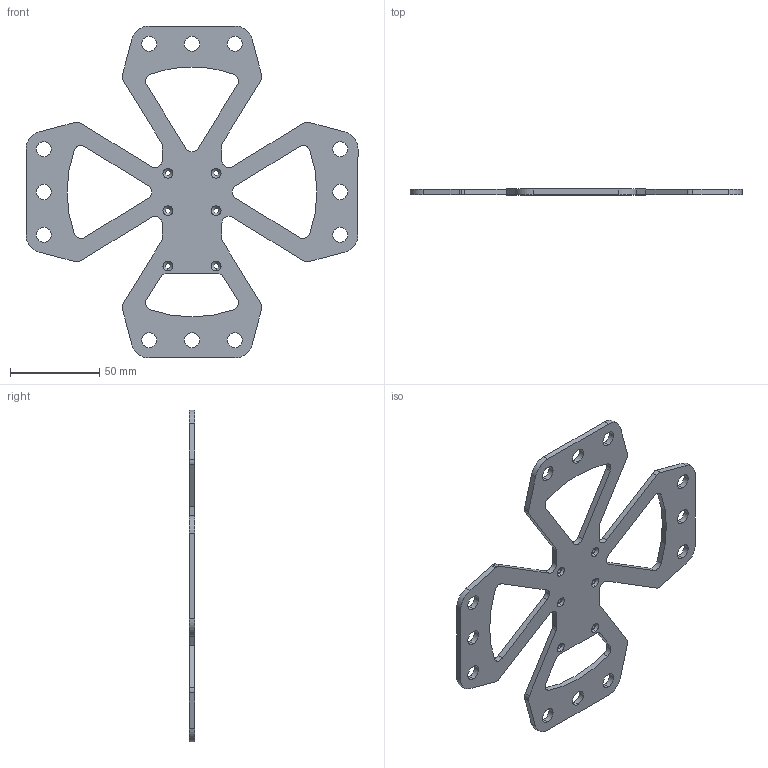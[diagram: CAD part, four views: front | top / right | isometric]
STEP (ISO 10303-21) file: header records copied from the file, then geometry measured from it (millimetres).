
FILE_DESCRIPTION (( 'STEP AP214' ), '1' );
FILE_NAME ('J1_Mount.STEP', '2023-11-23T05:46:36', ( '' ), ( '' ), 'SwSTEP 2.0', 'SolidWorks 2022', '' );
FILE_SCHEMA (( 'AUTOMOTIVE_DESIGN' ));
Length unit declared in the file: millimetre
Products named in the file (1): J1_Mount
Bounding box: 186 x 3.17 x 186 mm (x, y, z)
Volume: 40491.7 mm3; surface area: 31479 mm2
Topology: 1 solids, 1 shells, 130 faces, 372 edges, 244 vertices
Faces by surface type: cylinder 83, plane 35, cone 12
Entity records: 4440 total; most frequent: DIRECTION 812, CARTESIAN_POINT 747, ORIENTED_EDGE 744, EDGE_CURVE 372, AXIS2_PLACEMENT_3D 309, VERTEX_POINT 244, LINE 194, VECTOR 194
